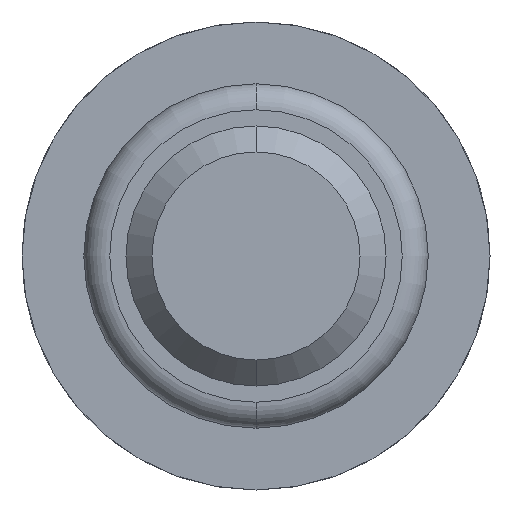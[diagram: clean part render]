
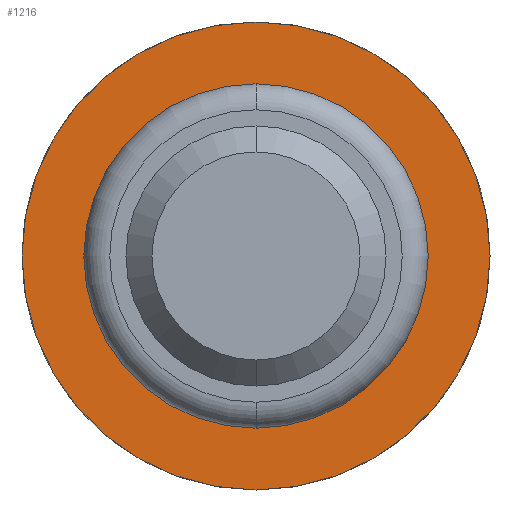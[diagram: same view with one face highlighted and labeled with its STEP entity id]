
A CAD part, front view. The second image highlights one B-rep face of the part: STEP entity #1216.
In plain terms, the highlighted planar face has unit normal (0, -1, 0).
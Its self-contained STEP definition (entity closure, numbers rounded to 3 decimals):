
#108 = EDGE_CURVE ( 'Defeature ausgef�hrt4_12+Defeature ausgef�hrt4_13+Defeature ausgef�hrt4_13+Defeature ausgef�hrt4_13', #1917, #5209, #4690, .T. ) ;
#146 = DIRECTION ( 'NONE',  ( 0., 0., 1. ) ) ;
#552 = CARTESIAN_POINT ( 'NONE',  ( 0., -1.8, 1.8 ) ) ;
#617 = DIRECTION ( 'NONE',  ( 0., 0., 1. ) ) ;
#654 = CARTESIAN_POINT ( 'NONE',  ( 0., -1.8, 0. ) ) ;
#720 = EDGE_LOOP ( 'NONE', ( #2285, #2980 ) ) ;
#823 = DIRECTION ( 'NONE',  ( 0., 1., 0. ) ) ;
#903 = CARTESIAN_POINT ( 'NONE',  ( 0., -1.8, 1.325 ) ) ;
#913 = CARTESIAN_POINT ( 'NONE',  ( 0., -1.8, 0. ) ) ;
#1033 = CIRCLE ( 'NONE', #1732, 1.8 ) ;
#1057 = DIRECTION ( 'NONE',  ( 0., 1., 0. ) ) ;
#1216 = ADVANCED_FACE ( 'Defeature ausgef�hrt4_13', ( #2454, #4288 ), #4899, .F. ) ;
#1355 = VERTEX_POINT ( 'NONE', #903 ) ;
#1389 = CIRCLE ( 'NONE', #1839, 1.325 ) ;
#1483 = AXIS2_PLACEMENT_3D ( 'NONE', #4988, #2890, #2911 ) ;
#1715 = ORIENTED_EDGE ( 'NONE', *, *, #2439, .F. ) ;
#1732 = AXIS2_PLACEMENT_3D ( 'NONE', #654, #1057, #617 ) ;
#1839 = AXIS2_PLACEMENT_3D ( 'NONE', #4101, #4085, #4492 ) ;
#1917 = VERTEX_POINT ( 'NONE', #4941 ) ;
#2081 = ORIENTED_EDGE ( 'NONE', *, *, #108, .F. ) ;
#2285 = ORIENTED_EDGE ( 'NONE', *, *, #5096, .T. ) ;
#2355 = AXIS2_PLACEMENT_3D ( 'NONE', #4457, #823, #4925 ) ;
#2439 = EDGE_CURVE ( 'Defeature ausgef�hrt4_12+Defeature ausgef�hrt4_13+Defeature ausgef�hrt4_13+Defeature ausgef�hrt4_13', #5209, #1917, #1033, .T. ) ;
#2454 = FACE_OUTER_BOUND ( 'NONE', #4293, .T. ) ;
#2890 = DIRECTION ( 'NONE',  ( 0., 1., 0. ) ) ;
#2911 = DIRECTION ( 'NONE',  ( 0., 0., 1. ) ) ;
#2980 = ORIENTED_EDGE ( 'NONE', *, *, #3047, .T. ) ;
#3047 = EDGE_CURVE ( 'Defeature ausgef�hrt4_13+Defeature ausgef�hrt4_14+Defeature ausgef�hrt4_14+Defeature ausgef�hrt4_14', #4802, #1355, #4588, .T. ) ;
#4085 = DIRECTION ( 'NONE',  ( 0., 1., 0. ) ) ;
#4101 = CARTESIAN_POINT ( 'NONE',  ( 0., -1.8, 0. ) ) ;
#4186 = DIRECTION ( 'NONE',  ( 0., 1., 0. ) ) ;
#4288 = FACE_BOUND ( 'NONE', #720, .T. ) ;
#4293 = EDGE_LOOP ( 'NONE', ( #1715, #2081 ) ) ;
#4457 = CARTESIAN_POINT ( 'NONE',  ( 1.8, -1.8, 0. ) ) ;
#4492 = DIRECTION ( 'NONE',  ( 0., 0., 1. ) ) ;
#4588 = CIRCLE ( 'NONE', #5269, 1.325 ) ;
#4690 = CIRCLE ( 'NONE', #1483, 1.8 ) ;
#4800 = CARTESIAN_POINT ( 'NONE',  ( 0., -1.8, -1.325 ) ) ;
#4802 = VERTEX_POINT ( 'NONE', #4800 ) ;
#4899 = PLANE ( 'NONE',  #2355 ) ;
#4925 = DIRECTION ( 'NONE',  ( 0., 0., 1. ) ) ;
#4941 = CARTESIAN_POINT ( 'NONE',  ( 0., -1.8, -1.8 ) ) ;
#4988 = CARTESIAN_POINT ( 'NONE',  ( 0., -1.8, 0. ) ) ;
#5096 = EDGE_CURVE ( 'Defeature ausgef�hrt4_13+Defeature ausgef�hrt4_14+Defeature ausgef�hrt4_14+Defeature ausgef�hrt4_14', #1355, #4802, #1389, .T. ) ;
#5209 = VERTEX_POINT ( 'NONE', #552 ) ;
#5269 = AXIS2_PLACEMENT_3D ( 'NONE', #913, #4186, #146 ) ;
